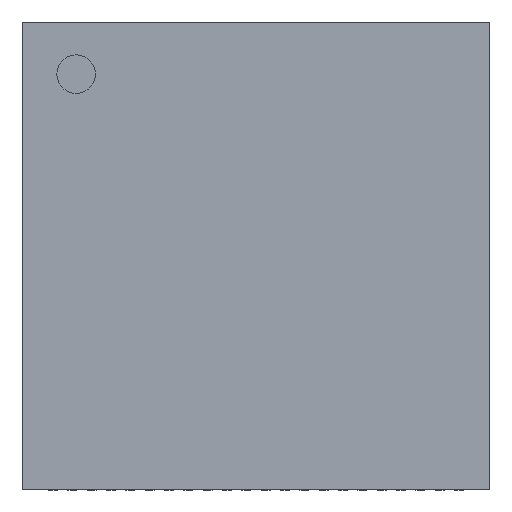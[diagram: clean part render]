
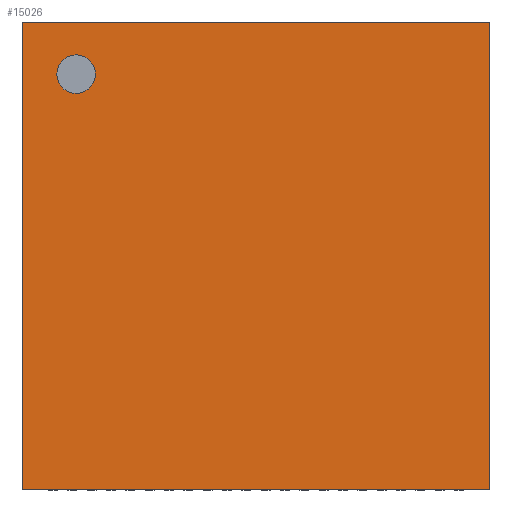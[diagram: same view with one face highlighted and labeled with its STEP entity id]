
A CAD part, top view. The second image highlights one B-rep face of the part: STEP entity #15026.
In plain terms, the highlighted planar face has unit normal (0, 0, 1).
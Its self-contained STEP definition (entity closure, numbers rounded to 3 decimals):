
#1005=LINE($,#23476,#2801);
#1007=LINE($,#23480,#2803);
#1009=LINE($,#23484,#2805);
#1011=LINE($,#23487,#2807);
#2801=VECTOR($,#18982,12.1);
#2803=VECTOR($,#18986,12.1);
#2805=VECTOR($,#18990,12.1);
#2807=VECTOR($,#18994,12.1);
#3975=PLANE($,#16289);
#4426=FACE_BOUND($,#5697,.T.);
#4792=FACE_OUTER_BOUND($,#5696,.T.);
#5696=EDGE_LOOP($,(#12339,#12340,#12341,#12342));
#5697=EDGE_LOOP($,(#12343));
#6237=CIRCLE($,#15749,0.5);
#6593=VERTEX_POINT($,#21323);
#7310=VERTEX_POINT($,#23473);
#7311=VERTEX_POINT($,#23475);
#7312=VERTEX_POINT($,#23479);
#7313=VERTEX_POINT($,#23483);
#8029=EDGE_CURVE($,#6593,#6593,#6237,.T.);
#9103=EDGE_CURVE($,#7311,#7310,#1005,.T.);
#9105=EDGE_CURVE($,#7312,#7311,#1007,.T.);
#9107=EDGE_CURVE($,#7313,#7312,#1009,.T.);
#9109=EDGE_CURVE($,#7310,#7313,#1011,.T.);
#12339=ORIENTED_EDGE($,*,*,#9109,.T.);
#12340=ORIENTED_EDGE($,*,*,#9107,.T.);
#12341=ORIENTED_EDGE($,*,*,#9105,.T.);
#12342=ORIENTED_EDGE($,*,*,#9103,.T.);
#12343=ORIENTED_EDGE($,*,*,#8029,.T.);
#15026=ADVANCED_FACE($,(#4792,#4426),#3975,.T.);
#15749=AXIS2_PLACEMENT_3D($,#21324,#17011,#17012);
#16289=AXIS2_PLACEMENT_3D($,#23488,#18995,#18996);
#17011=DIRECTION('center_axis',(0.,0.,-1.));
#17012=DIRECTION('ref_axis',(-1.,0.,0.));
#18982=DIRECTION($,(0.,1.,0.));
#18986=DIRECTION($,(1.,0.,0.));
#18990=DIRECTION($,(0.,-1.,0.));
#18994=DIRECTION($,(-1.,0.,0.));
#18995=DIRECTION('center_axis',(0.,0.,1.));
#18996=DIRECTION('ref_axis',(1.,0.,0.));
#21323=CARTESIAN_POINT('',(-4.15,4.7,0.9));
#21324=CARTESIAN_POINT('Origin',(-4.65,4.7,0.9));
#23473=CARTESIAN_POINT('',(6.05,6.05,0.9));
#23475=CARTESIAN_POINT('',(6.05,-6.05,0.9));
#23476=CARTESIAN_POINT($,(6.05,6.05,0.9));
#23479=CARTESIAN_POINT('',(-6.05,-6.05,0.9));
#23480=CARTESIAN_POINT($,(6.05,-6.05,0.9));
#23483=CARTESIAN_POINT('',(-6.05,6.05,0.9));
#23484=CARTESIAN_POINT($,(-6.05,-6.05,0.9));
#23487=CARTESIAN_POINT($,(-6.05,6.05,0.9));
#23488=CARTESIAN_POINT('Origin',(0.,0.,0.9));
